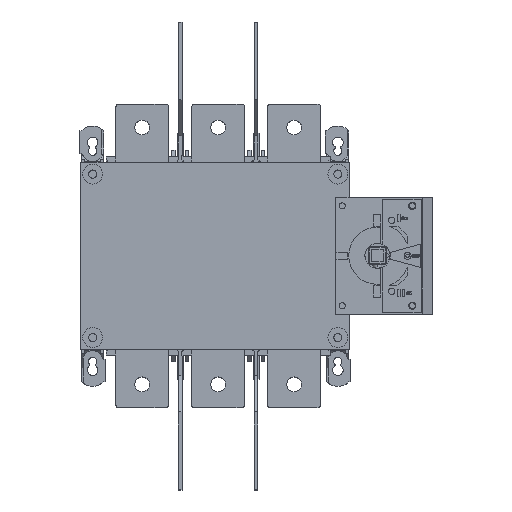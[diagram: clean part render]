
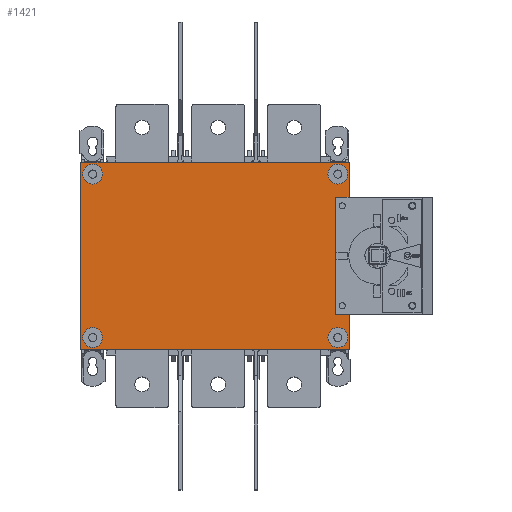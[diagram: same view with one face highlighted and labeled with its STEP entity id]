
A CAD part, top view. The second image highlights one B-rep face of the part: STEP entity #1421.
In plain terms, the highlighted planar face has unit normal (0, 0, 1).
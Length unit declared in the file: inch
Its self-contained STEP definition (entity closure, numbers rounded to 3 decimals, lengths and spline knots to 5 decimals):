
#546 = EDGE_CURVE ( 'NONE', #34694, #13649, #28165, .T. ) ;
#1421 = ADVANCED_FACE ( 'NONE', ( #40013, #11339, #15256, #17503, #7977 ), #38033, .T. ) ;
#1765 = EDGE_LOOP ( 'NONE', ( #33773, #2315 ) ) ;
#2238 = AXIS2_PLACEMENT_3D ( 'NONE', #6791, #3470, #25038 ) ;
#2315 = ORIENTED_EDGE ( 'NONE', *, *, #31721, .T. ) ;
#2426 = EDGE_CURVE ( 'NONE', #7028, #44986, #19080, .T. ) ;
#3268 = CARTESIAN_POINT ( 'NONE',  ( 8.32677, 0.3937, 8.09038 ) ) ;
#3276 = EDGE_CURVE ( 'NONE', #41575, #12144, #33635, .T. ) ;
#3470 = DIRECTION ( 'NONE',  ( 0., 0., -1. ) ) ;
#3904 = AXIS2_PLACEMENT_3D ( 'NONE', #4252, #29442, #29753 ) ;
#4252 = CARTESIAN_POINT ( 'NONE',  ( 0.3937, 5.90551, 8.09038 ) ) ;
#4863 = DIRECTION ( 'NONE',  ( 1., 0., 0. ) ) ;
#5096 = CARTESIAN_POINT ( 'NONE',  ( 8.66142, 5.90551, 8.09038 ) ) ;
#5222 = AXIS2_PLACEMENT_3D ( 'NONE', #38141, #20394, #30965 ) ;
#6045 = CARTESIAN_POINT ( 'NONE',  ( 8.66142, 5.90551, 8.09038 ) ) ;
#6688 = ORIENTED_EDGE ( 'NONE', *, *, #46291, .T. ) ;
#6791 = CARTESIAN_POINT ( 'NONE',  ( 0.3937, 0.3937, 8.09038 ) ) ;
#7028 = VERTEX_POINT ( 'NONE', #3268 ) ;
#7076 = EDGE_CURVE ( 'NONE', #21076, #16446, #25025, .T. ) ;
#7977 = FACE_BOUND ( 'NONE', #8485, .T. ) ;
#8126 = AXIS2_PLACEMENT_3D ( 'NONE', #15768, #26356, #12324 ) ;
#8202 = CARTESIAN_POINT ( 'NONE',  ( -2.3622, 6.29921, 8.09038 ) ) ;
#8485 = EDGE_LOOP ( 'NONE', ( #40385, #41099 ) ) ;
#8626 = VECTOR ( 'NONE', #46599, 39.37008 ) ;
#8841 = ORIENTED_EDGE ( 'NONE', *, *, #26420, .T. ) ;
#10486 = CARTESIAN_POINT ( 'NONE',  ( 0.72835, 0.3937, 8.09038 ) ) ;
#10558 = CIRCLE ( 'NONE', #16957, 0.33465 ) ;
#11339 = FACE_BOUND ( 'NONE', #38566, .T. ) ;
#11362 = DIRECTION ( 'NONE',  ( 0., 1., 0. ) ) ;
#11367 = AXIS2_PLACEMENT_3D ( 'NONE', #27510, #38454, #16909 ) ;
#11914 = CARTESIAN_POINT ( 'NONE',  ( 0., 6.29921, 8.09038 ) ) ;
#12144 = VERTEX_POINT ( 'NONE', #25635 ) ;
#12324 = DIRECTION ( 'NONE',  ( 1., 0., 0. ) ) ;
#12463 = DIRECTION ( 'NONE',  ( 1., 0., 0. ) ) ;
#12570 = VERTEX_POINT ( 'NONE', #23529 ) ;
#12774 = DIRECTION ( 'NONE',  ( 0., 0., -1. ) ) ;
#12856 = CARTESIAN_POINT ( 'NONE',  ( 0.05906, 0.3937, 8.09038 ) ) ;
#13217 = LINE ( 'NONE', #15275, #17144 ) ;
#13649 = VERTEX_POINT ( 'NONE', #12856 ) ;
#14156 = CARTESIAN_POINT ( 'NONE',  ( 9.05512, 5.94488, 8.09038 ) ) ;
#14963 = CIRCLE ( 'NONE', #5222, 0.33465 ) ;
#15256 = FACE_BOUND ( 'NONE', #1765, .T. ) ;
#15275 = CARTESIAN_POINT ( 'NONE',  ( 0., 0.35433, 8.09038 ) ) ;
#15363 = CARTESIAN_POINT ( 'NONE',  ( 8.99606, 0.3937, 8.09038 ) ) ;
#15371 = ORIENTED_EDGE ( 'NONE', *, *, #25549, .F. ) ;
#15605 = ORIENTED_EDGE ( 'NONE', *, *, #546, .T. ) ;
#15768 = CARTESIAN_POINT ( 'NONE',  ( 0.3937, 5.90551, 8.09038 ) ) ;
#16333 = CARTESIAN_POINT ( 'NONE',  ( 5.70867, 5.64961, 8.09038 ) ) ;
#16446 = VERTEX_POINT ( 'NONE', #44627 ) ;
#16488 = DIRECTION ( 'NONE',  ( 0., 0., 1. ) ) ;
#16909 = DIRECTION ( 'NONE',  ( 1., 0., 0. ) ) ;
#16957 = AXIS2_PLACEMENT_3D ( 'NONE', #6045, #12774, #31069 ) ;
#17073 = CIRCLE ( 'NONE', #8126, 0.33465 ) ;
#17144 = VECTOR ( 'NONE', #11362, 39.37008 ) ;
#17295 = VECTOR ( 'NONE', #4863, 39.37008 ) ;
#17503 = FACE_BOUND ( 'NONE', #23038, .T. ) ;
#18124 = EDGE_CURVE ( 'NONE', #21076, #44977, #13217, .T. ) ;
#19080 = CIRCLE ( 'NONE', #11367, 0.33465 ) ;
#19659 = DIRECTION ( 'NONE',  ( 1., 0., 0. ) ) ;
#19701 = DIRECTION ( 'NONE',  ( 0., 0., -1. ) ) ;
#19927 = VERTEX_POINT ( 'NONE', #34866 ) ;
#19934 = EDGE_CURVE ( 'NONE', #44986, #7028, #14963, .T. ) ;
#20394 = DIRECTION ( 'NONE',  ( 0., 0., -1. ) ) ;
#20818 = CARTESIAN_POINT ( 'NONE',  ( 9.05512, 6.29921, 8.09038 ) ) ;
#21076 = VERTEX_POINT ( 'NONE', #42700 ) ;
#22019 = DIRECTION ( 'NONE',  ( 0., 0., -1. ) ) ;
#23038 = EDGE_LOOP ( 'NONE', ( #15605, #23302 ) ) ;
#23302 = ORIENTED_EDGE ( 'NONE', *, *, #43254, .T. ) ;
#23529 = CARTESIAN_POINT ( 'NONE',  ( 0.72835, 5.90551, 8.09038 ) ) ;
#24935 = DIRECTION ( 'NONE',  ( 1., 0., 0. ) ) ;
#25025 = LINE ( 'NONE', #42683, #34566 ) ;
#25038 = DIRECTION ( 'NONE',  ( 1., 0., 0. ) ) ;
#25549 = EDGE_CURVE ( 'NONE', #44977, #40198, #35845, .T. ) ;
#25635 = CARTESIAN_POINT ( 'NONE',  ( 8.32677, 5.90551, 8.09038 ) ) ;
#26340 = EDGE_LOOP ( 'NONE', ( #43351, #15371, #43761, #42741 ) ) ;
#26356 = DIRECTION ( 'NONE',  ( 0., 0., -1. ) ) ;
#26420 = EDGE_CURVE ( 'NONE', #12570, #19927, #28504, .T. ) ;
#27510 = CARTESIAN_POINT ( 'NONE',  ( 8.66142, 0.3937, 8.09038 ) ) ;
#28165 = CIRCLE ( 'NONE', #44410, 0.33465 ) ;
#28504 = CIRCLE ( 'NONE', #3904, 0.33465 ) ;
#29442 = DIRECTION ( 'NONE',  ( 0., 0., -1. ) ) ;
#29753 = DIRECTION ( 'NONE',  ( 1., 0., 0. ) ) ;
#30042 = LINE ( 'NONE', #14156, #8626 ) ;
#30965 = DIRECTION ( 'NONE',  ( 1., 0., 0. ) ) ;
#31069 = DIRECTION ( 'NONE',  ( 1., 0., 0. ) ) ;
#31721 = EDGE_CURVE ( 'NONE', #12144, #41575, #10558, .T. ) ;
#32108 = DIRECTION ( 'NONE',  ( 1., 0., 0. ) ) ;
#33635 = CIRCLE ( 'NONE', #40875, 0.33465 ) ;
#33773 = ORIENTED_EDGE ( 'NONE', *, *, #3276, .T. ) ;
#34566 = VECTOR ( 'NONE', #24935, 39.37008 ) ;
#34694 = VERTEX_POINT ( 'NONE', #10486 ) ;
#34866 = CARTESIAN_POINT ( 'NONE',  ( 0.05906, 5.90551, 8.09038 ) ) ;
#35845 = LINE ( 'NONE', #8202, #17295 ) ;
#36521 = CARTESIAN_POINT ( 'NONE',  ( 8.99606, 5.90551, 8.09038 ) ) ;
#38033 = PLANE ( 'NONE',  #42617 ) ;
#38141 = CARTESIAN_POINT ( 'NONE',  ( 8.66142, 0.3937, 8.09038 ) ) ;
#38454 = DIRECTION ( 'NONE',  ( 0., 0., -1. ) ) ;
#38566 = EDGE_LOOP ( 'NONE', ( #8841, #6688 ) ) ;
#40013 = FACE_OUTER_BOUND ( 'NONE', #26340, .T. ) ;
#40198 = VERTEX_POINT ( 'NONE', #20818 ) ;
#40385 = ORIENTED_EDGE ( 'NONE', *, *, #19934, .T. ) ;
#40875 = AXIS2_PLACEMENT_3D ( 'NONE', #5096, #19701, #12463 ) ;
#41099 = ORIENTED_EDGE ( 'NONE', *, *, #2426, .T. ) ;
#41575 = VERTEX_POINT ( 'NONE', #36521 ) ;
#42617 = AXIS2_PLACEMENT_3D ( 'NONE', #16333, #16488, #19659 ) ;
#42683 = CARTESIAN_POINT ( 'NONE',  ( 5.70867, 0., 8.09038 ) ) ;
#42700 = CARTESIAN_POINT ( 'NONE',  ( 0., 0., 8.09038 ) ) ;
#42741 = ORIENTED_EDGE ( 'NONE', *, *, #7076, .T. ) ;
#43254 = EDGE_CURVE ( 'NONE', #13649, #34694, #43265, .T. ) ;
#43265 = CIRCLE ( 'NONE', #2238, 0.33465 ) ;
#43351 = ORIENTED_EDGE ( 'NONE', *, *, #46713, .F. ) ;
#43406 = CARTESIAN_POINT ( 'NONE',  ( 0.3937, 0.3937, 8.09038 ) ) ;
#43761 = ORIENTED_EDGE ( 'NONE', *, *, #18124, .F. ) ;
#44410 = AXIS2_PLACEMENT_3D ( 'NONE', #43406, #22019, #32108 ) ;
#44627 = CARTESIAN_POINT ( 'NONE',  ( 9.05512, 0., 8.09038 ) ) ;
#44977 = VERTEX_POINT ( 'NONE', #11914 ) ;
#44986 = VERTEX_POINT ( 'NONE', #15363 ) ;
#46291 = EDGE_CURVE ( 'NONE', #19927, #12570, #17073, .T. ) ;
#46599 = DIRECTION ( 'NONE',  ( 0., -1., 0. ) ) ;
#46713 = EDGE_CURVE ( 'NONE', #40198, #16446, #30042, .T. ) ;
